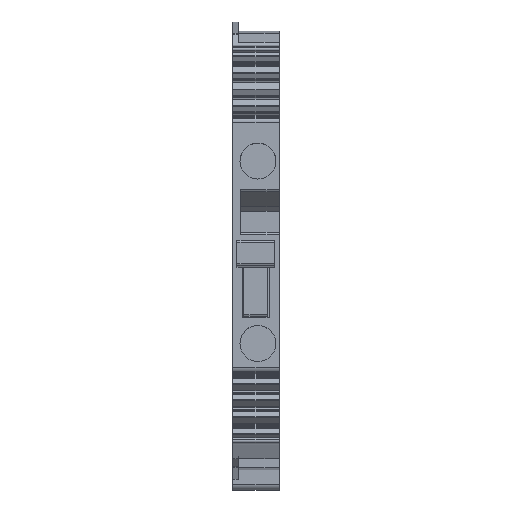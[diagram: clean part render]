
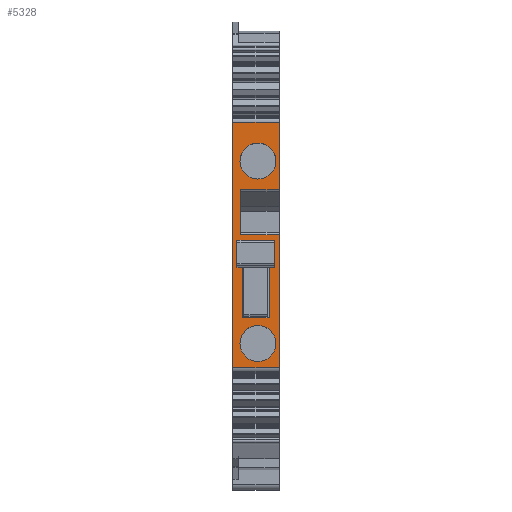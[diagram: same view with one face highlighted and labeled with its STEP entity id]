
A CAD part, top view. The second image highlights one B-rep face of the part: STEP entity #5328.
In plain terms, the highlighted planar face has unit normal (0, 0, 1).
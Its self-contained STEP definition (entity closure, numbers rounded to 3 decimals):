
#526=AXIS2_PLACEMENT_3D('Plane Axis2P3D',#523,#524,#525) ;
#5260=AXIS2_PLACEMENT_3D('Circle Axis2P3D',#5258,#5259,$) ;
#5269=AXIS2_PLACEMENT_3D('Circle Axis2P3D',#5267,#5268,$) ;
#5312=AXIS2_PLACEMENT_3D('Circle Axis2P3D',#5310,#5311,$) ;
#5321=AXIS2_PLACEMENT_3D('Circle Axis2P3D',#5319,#5320,$) ;
#523=CARTESIAN_POINT('Axis2P3D Location',(0.,48.05,46.25)) ;
#1216=CARTESIAN_POINT('Vertex',(0.,15.95,46.25)) ;
#1219=CARTESIAN_POINT('Line Origine',(0.,32.,46.25)) ;
#1223=CARTESIAN_POINT('Vertex',(0.,48.05,46.25)) ;
#5193=CARTESIAN_POINT('Vertex',(6.1,15.95,46.25)) ;
#5196=CARTESIAN_POINT('Line Origine',(3.05,15.95,46.25)) ;
#5208=CARTESIAN_POINT('Line Origine',(6.1,24.642,46.25)) ;
#5212=CARTESIAN_POINT('Vertex',(6.1,33.333,46.25)) ;
#5215=CARTESIAN_POINT('Line Origine',(3.55,33.333,46.25)) ;
#5219=CARTESIAN_POINT('Vertex',(1.,33.333,46.25)) ;
#5222=CARTESIAN_POINT('Line Origine',(1.,36.27,46.25)) ;
#5226=CARTESIAN_POINT('Vertex',(1.,39.206,46.25)) ;
#5229=CARTESIAN_POINT('Line Origine',(3.55,39.206,46.25)) ;
#5233=CARTESIAN_POINT('Vertex',(6.1,39.206,46.25)) ;
#5236=CARTESIAN_POINT('Line Origine',(6.1,43.628,46.25)) ;
#5240=CARTESIAN_POINT('Vertex',(6.1,48.05,46.25)) ;
#5243=CARTESIAN_POINT('Line Origine',(3.05,48.05,46.25)) ;
#5258=CARTESIAN_POINT('Axis2P3D Location',(3.3,19.108,46.25)) ;
#5262=CARTESIAN_POINT('Vertex',(3.3,16.758,46.25)) ;
#5264=CARTESIAN_POINT('Vertex',(3.3,21.458,46.25)) ;
#5267=CARTESIAN_POINT('Axis2P3D Location',(3.3,19.108,46.25)) ;
#5276=CARTESIAN_POINT('Line Origine',(1.26,25.757,46.25)) ;
#5280=CARTESIAN_POINT('Vertex',(1.26,29.057,46.25)) ;
#5282=CARTESIAN_POINT('Vertex',(1.26,22.457,46.25)) ;
#5285=CARTESIAN_POINT('Line Origine',(3.01,29.057,46.25)) ;
#5289=CARTESIAN_POINT('Vertex',(4.76,29.057,46.25)) ;
#5292=CARTESIAN_POINT('Line Origine',(4.76,25.757,46.25)) ;
#5296=CARTESIAN_POINT('Vertex',(4.76,22.457,46.25)) ;
#5299=CARTESIAN_POINT('Line Origine',(3.01,22.457,46.25)) ;
#5310=CARTESIAN_POINT('Axis2P3D Location',(3.3,42.958,46.25)) ;
#5314=CARTESIAN_POINT('Vertex',(3.3,40.608,46.25)) ;
#5316=CARTESIAN_POINT('Vertex',(3.3,45.308,46.25)) ;
#5319=CARTESIAN_POINT('Axis2P3D Location',(3.3,42.958,46.25)) ;
#524=DIRECTION('Axis2P3D Direction',(0.,0.,1.)) ;
#525=DIRECTION('Axis2P3D XDirection',(0.,-1.,0.)) ;
#1220=DIRECTION('Vector Direction',(0.,-1.,0.)) ;
#5197=DIRECTION('Vector Direction',(-1.,0.,0.)) ;
#5209=DIRECTION('Vector Direction',(0.,-1.,0.)) ;
#5216=DIRECTION('Vector Direction',(-1.,0.,0.)) ;
#5223=DIRECTION('Vector Direction',(0.,-1.,0.)) ;
#5230=DIRECTION('Vector Direction',(-1.,0.,0.)) ;
#5237=DIRECTION('Vector Direction',(0.,-1.,0.)) ;
#5244=DIRECTION('Vector Direction',(1.,0.,0.)) ;
#5259=DIRECTION('Axis2P3D Direction',(0.,0.,1.)) ;
#5268=DIRECTION('Axis2P3D Direction',(0.,0.,1.)) ;
#5277=DIRECTION('Vector Direction',(0.,1.,0.)) ;
#5286=DIRECTION('Vector Direction',(1.,0.,0.)) ;
#5293=DIRECTION('Vector Direction',(0.,-1.,0.)) ;
#5300=DIRECTION('Vector Direction',(-1.,0.,0.)) ;
#5311=DIRECTION('Axis2P3D Direction',(0.,0.,1.)) ;
#5320=DIRECTION('Axis2P3D Direction',(0.,0.,1.)) ;
#1221=VECTOR('Line Direction',#1220,1.) ;
#5198=VECTOR('Line Direction',#5197,1.) ;
#5210=VECTOR('Line Direction',#5209,1.) ;
#5217=VECTOR('Line Direction',#5216,1.) ;
#5224=VECTOR('Line Direction',#5223,1.) ;
#5231=VECTOR('Line Direction',#5230,1.) ;
#5238=VECTOR('Line Direction',#5237,1.) ;
#5245=VECTOR('Line Direction',#5244,1.) ;
#5278=VECTOR('Line Direction',#5277,1.) ;
#5287=VECTOR('Line Direction',#5286,1.) ;
#5294=VECTOR('Line Direction',#5293,1.) ;
#5301=VECTOR('Line Direction',#5300,1.) ;
#5249=ORIENTED_EDGE('',*,*,#5200,.T.) ;
#5250=ORIENTED_EDGE('',*,*,#5214,.T.) ;
#5251=ORIENTED_EDGE('',*,*,#5221,.T.) ;
#5252=ORIENTED_EDGE('',*,*,#5228,.T.) ;
#5253=ORIENTED_EDGE('',*,*,#5235,.F.) ;
#5254=ORIENTED_EDGE('',*,*,#5242,.T.) ;
#5255=ORIENTED_EDGE('',*,*,#5247,.F.) ;
#5256=ORIENTED_EDGE('',*,*,#1225,.F.) ;
#5273=ORIENTED_EDGE('',*,*,#5266,.F.) ;
#5274=ORIENTED_EDGE('',*,*,#5271,.F.) ;
#5305=ORIENTED_EDGE('',*,*,#5284,.F.) ;
#5306=ORIENTED_EDGE('',*,*,#5291,.F.) ;
#5307=ORIENTED_EDGE('',*,*,#5298,.F.) ;
#5308=ORIENTED_EDGE('',*,*,#5303,.F.) ;
#5325=ORIENTED_EDGE('',*,*,#5318,.F.) ;
#5326=ORIENTED_EDGE('',*,*,#5323,.F.) ;
#5275=FACE_BOUND('',#5272,.T.) ;
#5309=FACE_BOUND('',#5304,.T.) ;
#5327=FACE_BOUND('',#5324,.T.) ;
#5328=ADVANCED_FACE('KLTR',(#5257,#5275,#5309,#5327),#527,.T.) ;
#5261=CIRCLE('generated circle',#5260,2.35) ;
#5270=CIRCLE('generated circle',#5269,2.35) ;
#5313=CIRCLE('generated circle',#5312,2.35) ;
#5322=CIRCLE('generated circle',#5321,2.35) ;
#1225=EDGE_CURVE('',#1217,#1224,#1222,.F.) ;
#5200=EDGE_CURVE('',#1217,#5194,#5199,.F.) ;
#5214=EDGE_CURVE('',#5194,#5213,#5211,.F.) ;
#5221=EDGE_CURVE('',#5213,#5220,#5218,.T.) ;
#5228=EDGE_CURVE('',#5220,#5227,#5225,.F.) ;
#5235=EDGE_CURVE('',#5234,#5227,#5232,.T.) ;
#5242=EDGE_CURVE('',#5234,#5241,#5239,.F.) ;
#5247=EDGE_CURVE('',#1224,#5241,#5246,.T.) ;
#5266=EDGE_CURVE('',#5263,#5265,#5261,.T.) ;
#5271=EDGE_CURVE('',#5265,#5263,#5270,.T.) ;
#5284=EDGE_CURVE('',#5281,#5283,#5279,.F.) ;
#5291=EDGE_CURVE('',#5290,#5281,#5288,.F.) ;
#5298=EDGE_CURVE('',#5297,#5290,#5295,.F.) ;
#5303=EDGE_CURVE('',#5283,#5297,#5302,.F.) ;
#5318=EDGE_CURVE('',#5315,#5317,#5313,.T.) ;
#5323=EDGE_CURVE('',#5317,#5315,#5322,.T.) ;
#5248=EDGE_LOOP('',(#5249,#5250,#5251,#5252,#5253,#5254,#5255,#5256)) ;
#5272=EDGE_LOOP('',(#5273,#5274)) ;
#5304=EDGE_LOOP('',(#5305,#5306,#5307,#5308)) ;
#5324=EDGE_LOOP('',(#5325,#5326)) ;
#5257=FACE_OUTER_BOUND('',#5248,.T.) ;
#1222=LINE('Line',#1219,#1221) ;
#5199=LINE('Line',#5196,#5198) ;
#5211=LINE('Line',#5208,#5210) ;
#5218=LINE('Line',#5215,#5217) ;
#5225=LINE('Line',#5222,#5224) ;
#5232=LINE('Line',#5229,#5231) ;
#5239=LINE('Line',#5236,#5238) ;
#5246=LINE('Line',#5243,#5245) ;
#5279=LINE('Line',#5276,#5278) ;
#5288=LINE('Line',#5285,#5287) ;
#5295=LINE('Line',#5292,#5294) ;
#5302=LINE('Line',#5299,#5301) ;
#527=PLANE('',#526) ;
#1217=VERTEX_POINT('',#1216) ;
#1224=VERTEX_POINT('',#1223) ;
#5194=VERTEX_POINT('',#5193) ;
#5213=VERTEX_POINT('',#5212) ;
#5220=VERTEX_POINT('',#5219) ;
#5227=VERTEX_POINT('',#5226) ;
#5234=VERTEX_POINT('',#5233) ;
#5241=VERTEX_POINT('',#5240) ;
#5263=VERTEX_POINT('',#5262) ;
#5265=VERTEX_POINT('',#5264) ;
#5281=VERTEX_POINT('',#5280) ;
#5283=VERTEX_POINT('',#5282) ;
#5290=VERTEX_POINT('',#5289) ;
#5297=VERTEX_POINT('',#5296) ;
#5315=VERTEX_POINT('',#5314) ;
#5317=VERTEX_POINT('',#5316) ;
